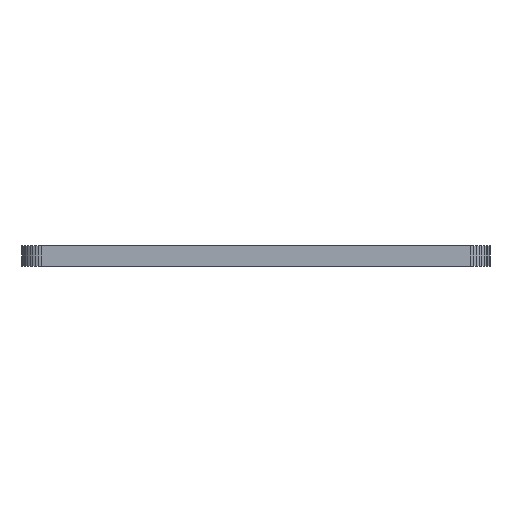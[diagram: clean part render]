
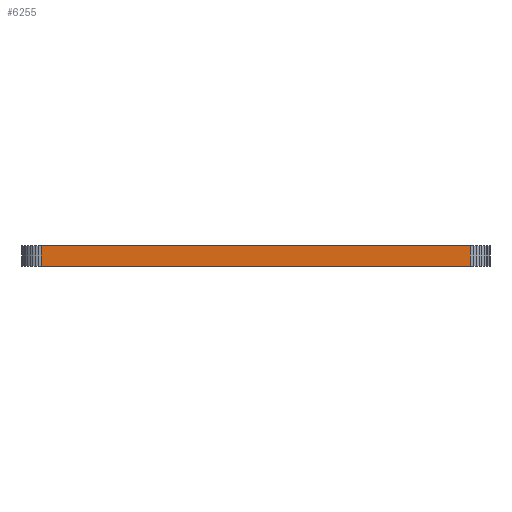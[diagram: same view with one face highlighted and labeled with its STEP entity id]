
A CAD part, front view. The second image highlights one B-rep face of the part: STEP entity #6255.
In plain terms, the highlighted planar face has unit normal (0, -1, 0).
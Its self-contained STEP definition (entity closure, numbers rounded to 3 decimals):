
#90 = PLANE('',#91);
#91 = AXIS2_PLACEMENT_3D('',#92,#93,#94);
#92 = CARTESIAN_POINT('',(9.,17.,1.6));
#93 = DIRECTION('',(-0.,-0.,-1.));
#94 = DIRECTION('',(-1.,0.,0.));
#144 = PLANE('',#145);
#145 = AXIS2_PLACEMENT_3D('',#146,#147,#148);
#146 = CARTESIAN_POINT('',(9.,17.,0.));
#147 = DIRECTION('',(-0.,-0.,-1.));
#148 = DIRECTION('',(-1.,0.,0.));
#785 = VERTEX_POINT('',#786);
#786 = CARTESIAN_POINT('',(25.5,-8.5,0.));
#800 = PLANE('',#801);
#801 = AXIS2_PLACEMENT_3D('',#802,#803,#804);
#802 = CARTESIAN_POINT('',(25.735,-8.482,0.));
#803 = DIRECTION('',(0.078,-0.997,0.));
#804 = DIRECTION('',(-0.997,-0.078,0.));
#812 = EDGE_CURVE('',#785,#813,#815,.T.);
#813 = VERTEX_POINT('',#814);
#814 = CARTESIAN_POINT('',(-7.5,-8.5,0.));
#815 = SURFACE_CURVE('',#816,(#820,#827),.PCURVE_S1.);
#816 = LINE('',#817,#818);
#817 = CARTESIAN_POINT('',(25.5,-8.5,0.));
#818 = VECTOR('',#819,1.);
#819 = DIRECTION('',(-1.,0.,0.));
#820 = PCURVE('',#144,#821);
#821 = DEFINITIONAL_REPRESENTATION('',(#822),#826);
#822 = LINE('',#823,#824);
#823 = CARTESIAN_POINT('',(-16.5,-25.5));
#824 = VECTOR('',#825,1.);
#825 = DIRECTION('',(1.,0.));
#826 = ( GEOMETRIC_REPRESENTATION_CONTEXT(2) 
PARAMETRIC_REPRESENTATION_CONTEXT() REPRESENTATION_CONTEXT('2D SPACE',''
  ) );
#827 = PCURVE('',#828,#833);
#828 = PLANE('',#829);
#829 = AXIS2_PLACEMENT_3D('',#830,#831,#832);
#830 = CARTESIAN_POINT('',(25.5,-8.5,0.));
#831 = DIRECTION('',(0.,-1.,0.));
#832 = DIRECTION('',(-1.,0.,0.));
#833 = DEFINITIONAL_REPRESENTATION('',(#834),#838);
#834 = LINE('',#835,#836);
#835 = CARTESIAN_POINT('',(0.,-0.));
#836 = VECTOR('',#837,1.);
#837 = DIRECTION('',(1.,0.));
#838 = ( GEOMETRIC_REPRESENTATION_CONTEXT(2) 
PARAMETRIC_REPRESENTATION_CONTEXT() REPRESENTATION_CONTEXT('2D SPACE',''
  ) );
#856 = PLANE('',#857);
#857 = AXIS2_PLACEMENT_3D('',#858,#859,#860);
#858 = CARTESIAN_POINT('',(-7.5,-8.5,0.));
#859 = DIRECTION('',(-0.078,-0.997,0.));
#860 = DIRECTION('',(-0.997,0.078,0.));
#3387 = VERTEX_POINT('',#3388);
#3388 = CARTESIAN_POINT('',(25.5,-8.5,1.6));
#3409 = EDGE_CURVE('',#3387,#3410,#3412,.T.);
#3410 = VERTEX_POINT('',#3411);
#3411 = CARTESIAN_POINT('',(-7.5,-8.5,1.6));
#3412 = SURFACE_CURVE('',#3413,(#3417,#3424),.PCURVE_S1.);
#3413 = LINE('',#3414,#3415);
#3414 = CARTESIAN_POINT('',(25.5,-8.5,1.6));
#3415 = VECTOR('',#3416,1.);
#3416 = DIRECTION('',(-1.,0.,0.));
#3417 = PCURVE('',#90,#3418);
#3418 = DEFINITIONAL_REPRESENTATION('',(#3419),#3423);
#3419 = LINE('',#3420,#3421);
#3420 = CARTESIAN_POINT('',(-16.5,-25.5));
#3421 = VECTOR('',#3422,1.);
#3422 = DIRECTION('',(1.,0.));
#3423 = ( GEOMETRIC_REPRESENTATION_CONTEXT(2) 
PARAMETRIC_REPRESENTATION_CONTEXT() REPRESENTATION_CONTEXT('2D SPACE',''
  ) );
#3424 = PCURVE('',#828,#3425);
#3425 = DEFINITIONAL_REPRESENTATION('',(#3426),#3430);
#3426 = LINE('',#3427,#3428);
#3427 = CARTESIAN_POINT('',(0.,-1.6));
#3428 = VECTOR('',#3429,1.);
#3429 = DIRECTION('',(1.,0.));
#3430 = ( GEOMETRIC_REPRESENTATION_CONTEXT(2) 
PARAMETRIC_REPRESENTATION_CONTEXT() REPRESENTATION_CONTEXT('2D SPACE',''
  ) );
#6207 = EDGE_CURVE('',#785,#3387,#6208,.T.);
#6208 = SURFACE_CURVE('',#6209,(#6213,#6220),.PCURVE_S1.);
#6209 = LINE('',#6210,#6211);
#6210 = CARTESIAN_POINT('',(25.5,-8.5,0.));
#6211 = VECTOR('',#6212,1.);
#6212 = DIRECTION('',(0.,0.,1.));
#6213 = PCURVE('',#800,#6214);
#6214 = DEFINITIONAL_REPRESENTATION('',(#6215),#6219);
#6215 = LINE('',#6216,#6217);
#6216 = CARTESIAN_POINT('',(0.235,0.));
#6217 = VECTOR('',#6218,1.);
#6218 = DIRECTION('',(0.,-1.));
#6219 = ( GEOMETRIC_REPRESENTATION_CONTEXT(2) 
PARAMETRIC_REPRESENTATION_CONTEXT() REPRESENTATION_CONTEXT('2D SPACE',''
  ) );
#6220 = PCURVE('',#828,#6221);
#6221 = DEFINITIONAL_REPRESENTATION('',(#6222),#6226);
#6222 = LINE('',#6223,#6224);
#6223 = CARTESIAN_POINT('',(0.,-0.));
#6224 = VECTOR('',#6225,1.);
#6225 = DIRECTION('',(0.,-1.));
#6226 = ( GEOMETRIC_REPRESENTATION_CONTEXT(2) 
PARAMETRIC_REPRESENTATION_CONTEXT() REPRESENTATION_CONTEXT('2D SPACE',''
  ) );
#6255 = ADVANCED_FACE('',(#6256),#828,.T.);
#6256 = FACE_BOUND('',#6257,.T.);
#6257 = EDGE_LOOP('',(#6258,#6259,#6260,#6281));
#6258 = ORIENTED_EDGE('',*,*,#6207,.T.);
#6259 = ORIENTED_EDGE('',*,*,#3409,.T.);
#6260 = ORIENTED_EDGE('',*,*,#6261,.F.);
#6261 = EDGE_CURVE('',#813,#3410,#6262,.T.);
#6262 = SURFACE_CURVE('',#6263,(#6267,#6274),.PCURVE_S1.);
#6263 = LINE('',#6264,#6265);
#6264 = CARTESIAN_POINT('',(-7.5,-8.5,0.));
#6265 = VECTOR('',#6266,1.);
#6266 = DIRECTION('',(0.,0.,1.));
#6267 = PCURVE('',#828,#6268);
#6268 = DEFINITIONAL_REPRESENTATION('',(#6269),#6273);
#6269 = LINE('',#6270,#6271);
#6270 = CARTESIAN_POINT('',(33.,0.));
#6271 = VECTOR('',#6272,1.);
#6272 = DIRECTION('',(0.,-1.));
#6273 = ( GEOMETRIC_REPRESENTATION_CONTEXT(2) 
PARAMETRIC_REPRESENTATION_CONTEXT() REPRESENTATION_CONTEXT('2D SPACE',''
  ) );
#6274 = PCURVE('',#856,#6275);
#6275 = DEFINITIONAL_REPRESENTATION('',(#6276),#6280);
#6276 = LINE('',#6277,#6278);
#6277 = CARTESIAN_POINT('',(0.,0.));
#6278 = VECTOR('',#6279,1.);
#6279 = DIRECTION('',(0.,-1.));
#6280 = ( GEOMETRIC_REPRESENTATION_CONTEXT(2) 
PARAMETRIC_REPRESENTATION_CONTEXT() REPRESENTATION_CONTEXT('2D SPACE',''
  ) );
#6281 = ORIENTED_EDGE('',*,*,#812,.F.);
